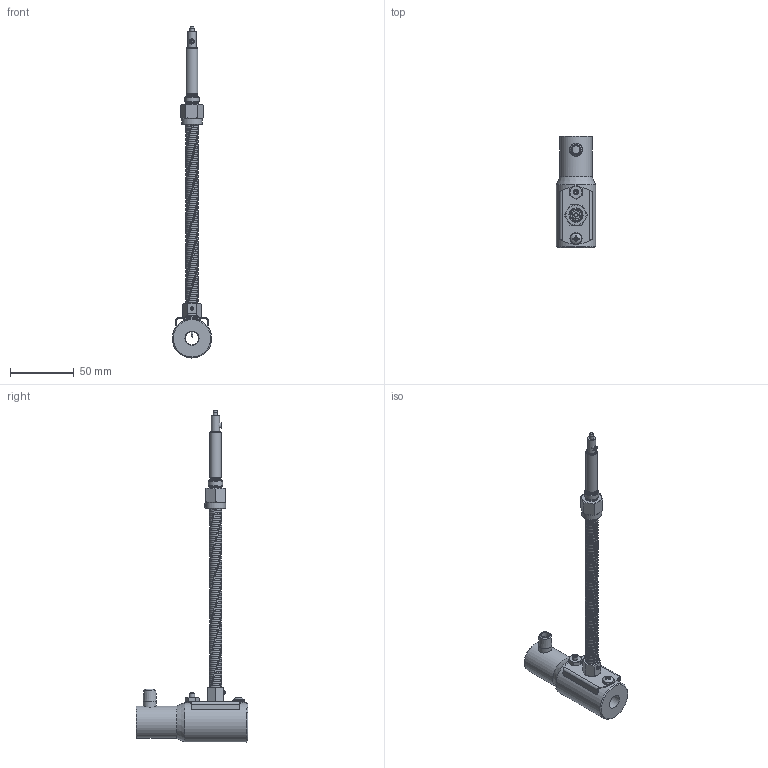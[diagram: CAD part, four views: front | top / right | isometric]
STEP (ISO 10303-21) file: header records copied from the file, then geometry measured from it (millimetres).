
FILE_DESCRIPTION(/* description */ (''),/* implementation_level */ '2;1');
FILE_NAME(/* name */ '8194.stp',/* time_stamp */ '2016-02-11T09:32:14-05:00',/* author */ ('ben knollman'),/* organization */ (''),/* preprocessor_version */ 'ST-DEVELOPER v15.2',/* originating_system */ 'Autodesk Inventor 2014',/* authorisation */ '');
FILE_SCHEMA (('AUTOMOTIVE_DESIGN { 1 0 10303 214 3 1 1 }'));
Length unit declared in the file: inch
Products named in the file (27): Part2; Part4; Part6; Part8; Part10; Part12; Part14; Part16; Part18; Part20; Part22; Part24; Part26; Part28; Part30; Part32; Part34; Part36; Part38; Part40; Part42; Part44; Part46; Part48; Part50; Part52; Assembly1
Bounding box: 30.96 x 87.68 x 260.76 mm (x, y, z)
Volume: 63494.9 mm3; surface area: 53609.2 mm2
Topology: 26 solids, 26 shells, 448 faces, 962 edges, 576 vertices
Faces by surface type: plane 205, cone 109, cylinder 104, torus 18, bspline 11, sphere 1
Full cylindrical faces by diameter (mm): 0.533 x6, 1.118 x1, 1.524 x2, 2.07 x1, 2.261 x3, 2.54 x1, 2.794 x1, 2.845 x2, 3.175 x1, 3.2 x1, 3.264 x1, 3.485 x1, 3.505 x1, 3.962 x1, 4.166 x2, 4.762 x1, 4.801 x3, 4.826 x1, 4.978 x1, 5.055 x1, 5.08 x1, 5.105 x2, 5.182 x1, 6.35 x6, 6.667 x1, 7.112 x1, 7.57 x1, 7.849 x1, 7.938 x2, 8 x2
Entity records: 28054 total; most frequent: CARTESIAN_POINT 18925, DIRECTION 1934, ORIENTED_EDGE 1484, AXIS2_PLACEMENT_3D 850, EDGE_CURVE 741, EDGE_LOOP 676, VERTEX_POINT 532, ADVANCED_FACE 448
